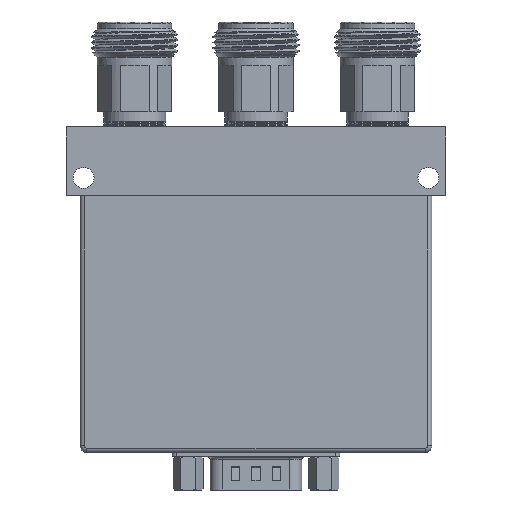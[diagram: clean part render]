
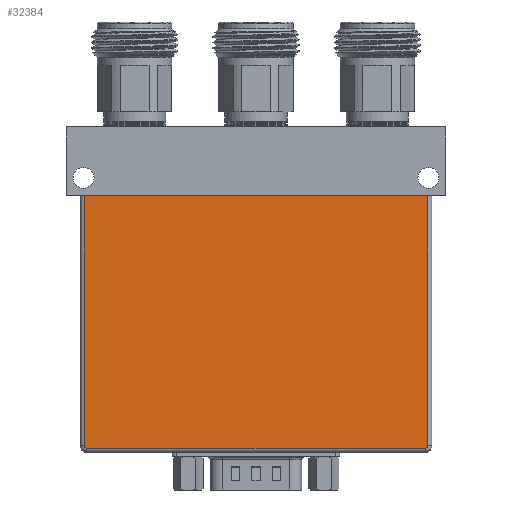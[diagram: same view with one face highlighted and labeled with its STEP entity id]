
A CAD part, front view. The second image highlights one B-rep face of the part: STEP entity #32384.
In plain terms, the highlighted planar face has unit normal (0, -1, 0).
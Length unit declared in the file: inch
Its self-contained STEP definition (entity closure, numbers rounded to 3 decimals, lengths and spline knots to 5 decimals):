
#1893 = FACE_OUTER_BOUND ( 'NONE', #47054, .T. ) ;
#2242 = CARTESIAN_POINT ( 'NONE',  ( 0., -0.45, 0. ) ) ;
#2348 = CARTESIAN_POINT ( 'NONE',  ( -1.225, -0.45, -1.13 ) ) ;
#4363 = VERTEX_POINT ( 'NONE', #10942 ) ;
#4402 = EDGE_CURVE ( 'NONE', #13220, #63562, #70851, .T. ) ;
#4413 = CARTESIAN_POINT ( 'NONE',  ( -1.245, -0.45, 0.68 ) ) ;
#4921 = CIRCLE ( 'NONE', #27860, 0.02 ) ;
#5791 = ORIENTED_EDGE ( 'NONE', *, *, #48167, .T. ) ;
#5995 = CARTESIAN_POINT ( 'NONE',  ( 1.225, -0.45, -1.15 ) ) ;
#8163 = VERTEX_POINT ( 'NONE', #4413 ) ;
#10942 = CARTESIAN_POINT ( 'NONE',  ( 1.245, -0.45, -1.13 ) ) ;
#11317 = ORIENTED_EDGE ( 'NONE', *, *, #14498, .T. ) ;
#11918 = EDGE_CURVE ( 'NONE', #4363, #29112, #17513, .T. ) ;
#13220 = VERTEX_POINT ( 'NONE', #50451 ) ;
#13742 = DIRECTION ( 'NONE',  ( 0., 0., -1. ) ) ;
#14411 = VECTOR ( 'NONE', #61356, 39.37008 ) ;
#14498 = EDGE_CURVE ( 'NONE', #63562, #22437, #69390, .T. ) ;
#15731 = AXIS2_PLACEMENT_3D ( 'NONE', #2348, #36377, #29654 ) ;
#17513 = LINE ( 'NONE', #39432, #14411 ) ;
#18106 = CARTESIAN_POINT ( 'NONE',  ( -1.245, -0.45, -1.13 ) ) ;
#20209 = VECTOR ( 'NONE', #28753, 39.37008 ) ;
#22437 = VERTEX_POINT ( 'NONE', #5995 ) ;
#24514 = PLANE ( 'NONE',  #33174 ) ;
#27370 = DIRECTION ( 'NONE',  ( 0., -1., 0. ) ) ;
#27860 = AXIS2_PLACEMENT_3D ( 'NONE', #33118, #27370, #43570 ) ;
#28753 = DIRECTION ( 'NONE',  ( 1., 0., 0. ) ) ;
#29112 = VERTEX_POINT ( 'NONE', #34517 ) ;
#29654 = DIRECTION ( 'NONE',  ( 0., 0., -1. ) ) ;
#30160 = VECTOR ( 'NONE', #42146, 39.37008 ) ;
#32384 = ADVANCED_FACE ( 'NONE', ( #1893 ), #24514, .T. ) ;
#33118 = CARTESIAN_POINT ( 'NONE',  ( 1.225, -0.45, -1.13 ) ) ;
#33174 = AXIS2_PLACEMENT_3D ( 'NONE', #2242, #67669, #13742 ) ;
#33904 = CARTESIAN_POINT ( 'NONE',  ( 1.225, -0.45, -1.15 ) ) ;
#34517 = CARTESIAN_POINT ( 'NONE',  ( 1.245, -0.45, 0.68 ) ) ;
#34951 = DIRECTION ( 'NONE',  ( 1., 0., 0. ) ) ;
#36377 = DIRECTION ( 'NONE',  ( 0., -1., 0. ) ) ;
#39432 = CARTESIAN_POINT ( 'NONE',  ( 1.245, -0.45, 0.68 ) ) ;
#41116 = ORIENTED_EDGE ( 'NONE', *, *, #43700, .F. ) ;
#42146 = DIRECTION ( 'NONE',  ( 0., 0., -1. ) ) ;
#43570 = DIRECTION ( 'NONE',  ( 0., 0., -1. ) ) ;
#43700 = EDGE_CURVE ( 'NONE', #8163, #29112, #61835, .T. ) ;
#45613 = VECTOR ( 'NONE', #34951, 39.37008 ) ;
#46072 = ORIENTED_EDGE ( 'NONE', *, *, #11918, .T. ) ;
#47054 = EDGE_LOOP ( 'NONE', ( #41116, #61563, #69791, #11317, #5791, #46072 ) ) ;
#47640 = CARTESIAN_POINT ( 'NONE',  ( -1.225, -0.45, -1.15 ) ) ;
#47913 = EDGE_CURVE ( 'NONE', #8163, #13220, #67337, .T. ) ;
#48167 = EDGE_CURVE ( 'NONE', #22437, #4363, #4921, .T. ) ;
#50451 = CARTESIAN_POINT ( 'NONE',  ( -1.245, -0.45, -1.13 ) ) ;
#50691 = CARTESIAN_POINT ( 'NONE',  ( 0., -0.45, 0.68 ) ) ;
#61356 = DIRECTION ( 'NONE',  ( 0., 0., 1. ) ) ;
#61563 = ORIENTED_EDGE ( 'NONE', *, *, #47913, .T. ) ;
#61835 = LINE ( 'NONE', #50691, #20209 ) ;
#63562 = VERTEX_POINT ( 'NONE', #47640 ) ;
#67337 = LINE ( 'NONE', #18106, #30160 ) ;
#67669 = DIRECTION ( 'NONE',  ( 0., -1., 0. ) ) ;
#69390 = LINE ( 'NONE', #33904, #45613 ) ;
#69791 = ORIENTED_EDGE ( 'NONE', *, *, #4402, .T. ) ;
#70851 = CIRCLE ( 'NONE', #15731, 0.02 ) ;
